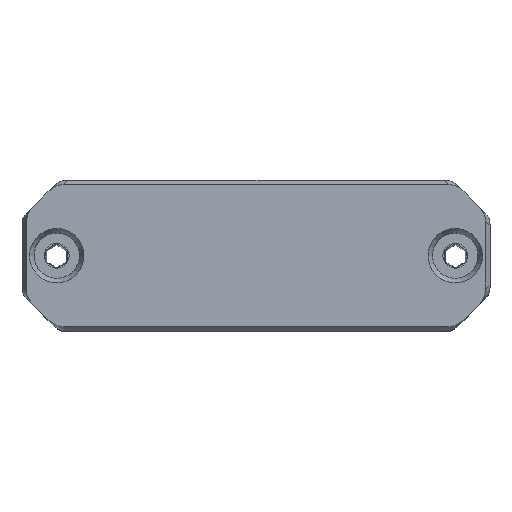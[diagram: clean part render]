
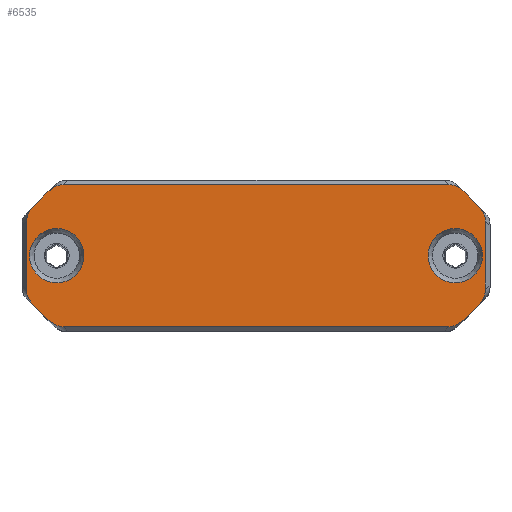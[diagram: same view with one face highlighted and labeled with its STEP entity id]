
A CAD part, top view. The second image highlights one B-rep face of the part: STEP entity #6535.
In plain terms, the highlighted planar face has unit normal (0, 0, 1).
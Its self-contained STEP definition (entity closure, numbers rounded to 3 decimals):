
#250=FACE_BOUND('',#1265,.T.);
#251=FACE_BOUND('',#1266,.T.);
#669=PLANE('',#7056);
#853=FACE_OUTER_BOUND('',#1264,.T.);
#1264=EDGE_LOOP('',(#4983,#4984,#4985,#4986,#4987,#4988,#4989,#4990,#4991,
#4992,#4993,#4994,#4995,#4996,#4997,#4998));
#1265=EDGE_LOOP('',(#4999));
#1266=EDGE_LOOP('',(#5000));
#1581=ELLIPSE('',#7047,2.449,2.);
#1582=ELLIPSE('',#7049,2.449,2.);
#1583=ELLIPSE('',#7051,2.449,2.);
#1584=ELLIPSE('',#7053,2.449,2.);
#1585=ELLIPSE('',#7055,2.449,2.);
#1586=ELLIPSE('',#7057,2.449,2.);
#1587=ELLIPSE('',#7058,2.449,2.);
#1588=ELLIPSE('',#7059,2.449,2.);
#1746=LINE('',#10291,#2160);
#1758=LINE('',#10376,#2172);
#1768=LINE('',#10408,#2182);
#1777=LINE('',#10434,#2191);
#1802=LINE('',#11533,#2216);
#1803=LINE('',#11537,#2217);
#1804=LINE('',#11538,#2218);
#1805=LINE('',#11539,#2219);
#2160=VECTOR('',#7814,10.);
#2172=VECTOR('',#7852,10.);
#2182=VECTOR('',#7882,10.);
#2191=VECTOR('',#7905,10.);
#2216=VECTOR('',#8036,10.);
#2217=VECTOR('',#8041,10.);
#2218=VECTOR('',#8042,10.);
#2219=VECTOR('',#8043,10.);
#2487=CIRCLE('',#7060,3.6);
#2488=CIRCLE('',#7061,3.6);
#2793=VERTEX_POINT('',#10288);
#2794=VERTEX_POINT('',#10290);
#2811=VERTEX_POINT('',#10373);
#2812=VERTEX_POINT('',#10375);
#2823=VERTEX_POINT('',#10405);
#2824=VERTEX_POINT('',#10407);
#2833=VERTEX_POINT('',#10431);
#2834=VERTEX_POINT('',#10433);
#2888=VERTEX_POINT('',#11510);
#2889=VERTEX_POINT('',#11514);
#2890=VERTEX_POINT('',#11518);
#2891=VERTEX_POINT('',#11522);
#2892=VERTEX_POINT('',#11526);
#2893=VERTEX_POINT('',#11530);
#2894=VERTEX_POINT('',#11532);
#2895=VERTEX_POINT('',#11535);
#2896=VERTEX_POINT('',#11540);
#2897=VERTEX_POINT('',#11542);
#3522=EDGE_CURVE('',#2794,#2793,#1746,.T.);
#3545=EDGE_CURVE('',#2812,#2811,#1758,.T.);
#3561=EDGE_CURVE('',#2824,#2823,#1768,.T.);
#3574=EDGE_CURVE('',#2833,#2834,#1777,.T.);
#3645=EDGE_CURVE('',#2888,#2794,#1581,.T.);
#3647=EDGE_CURVE('',#2889,#2812,#1582,.T.);
#3650=EDGE_CURVE('',#2811,#2890,#1583,.T.);
#3651=EDGE_CURVE('',#2891,#2824,#1584,.T.);
#3654=EDGE_CURVE('',#2823,#2892,#1585,.T.);
#3655=EDGE_CURVE('',#2793,#2893,#1586,.T.);
#3656=EDGE_CURVE('',#2894,#2893,#1802,.T.);
#3657=EDGE_CURVE('',#2894,#2834,#1587,.T.);
#3658=EDGE_CURVE('',#2895,#2833,#1588,.T.);
#3659=EDGE_CURVE('',#2891,#2895,#1803,.T.);
#3660=EDGE_CURVE('',#2889,#2892,#1804,.T.);
#3661=EDGE_CURVE('',#2888,#2890,#1805,.T.);
#3662=EDGE_CURVE('',#2896,#2896,#2487,.T.);
#3663=EDGE_CURVE('',#2897,#2897,#2488,.T.);
#4983=ORIENTED_EDGE('',*,*,#3655,.T.);
#4984=ORIENTED_EDGE('',*,*,#3656,.F.);
#4985=ORIENTED_EDGE('',*,*,#3657,.T.);
#4986=ORIENTED_EDGE('',*,*,#3574,.F.);
#4987=ORIENTED_EDGE('',*,*,#3658,.F.);
#4988=ORIENTED_EDGE('',*,*,#3659,.F.);
#4989=ORIENTED_EDGE('',*,*,#3651,.T.);
#4990=ORIENTED_EDGE('',*,*,#3561,.T.);
#4991=ORIENTED_EDGE('',*,*,#3654,.T.);
#4992=ORIENTED_EDGE('',*,*,#3660,.F.);
#4993=ORIENTED_EDGE('',*,*,#3647,.T.);
#4994=ORIENTED_EDGE('',*,*,#3545,.T.);
#4995=ORIENTED_EDGE('',*,*,#3650,.T.);
#4996=ORIENTED_EDGE('',*,*,#3661,.F.);
#4997=ORIENTED_EDGE('',*,*,#3645,.T.);
#4998=ORIENTED_EDGE('',*,*,#3522,.T.);
#4999=ORIENTED_EDGE('',*,*,#3662,.F.);
#5000=ORIENTED_EDGE('',*,*,#3663,.F.);
#6535=ADVANCED_FACE('',(#853,#250,#251),#669,.T.);
#7047=AXIS2_PLACEMENT_3D('',#11511,#8009,#8010);
#7049=AXIS2_PLACEMENT_3D('',#11515,#8014,#8015);
#7051=AXIS2_PLACEMENT_3D('',#11520,#8020,#8021);
#7053=AXIS2_PLACEMENT_3D('',#11523,#8024,#8025);
#7055=AXIS2_PLACEMENT_3D('',#11528,#8030,#8031);
#7056=AXIS2_PLACEMENT_3D('',#11529,#8032,#8033);
#7057=AXIS2_PLACEMENT_3D('',#11531,#8034,#8035);
#7058=AXIS2_PLACEMENT_3D('',#11534,#8037,#8038);
#7059=AXIS2_PLACEMENT_3D('',#11536,#8039,#8040);
#7060=AXIS2_PLACEMENT_3D('',#11541,#8044,#8045);
#7061=AXIS2_PLACEMENT_3D('',#11543,#8046,#8047);
#7814=DIRECTION('',(-0.707,-0.707,0.));
#7852=DIRECTION('',(-0.707,0.707,0.));
#7882=DIRECTION('',(0.707,0.707,0.));
#7905=DIRECTION('',(-0.707,0.707,0.));
#8009=DIRECTION('center_axis',(0.,0.,1.));
#8010=DIRECTION('ref_axis',(0.707,0.707,0.));
#8014=DIRECTION('center_axis',(0.,0.,1.));
#8015=DIRECTION('ref_axis',(0.707,-0.707,0.));
#8020=DIRECTION('center_axis',(0.,0.,1.));
#8021=DIRECTION('ref_axis',(-0.707,0.707,0.));
#8024=DIRECTION('center_axis',(0.,0.,1.));
#8025=DIRECTION('ref_axis',(-0.707,-0.707,0.));
#8030=DIRECTION('center_axis',(0.,0.,1.));
#8031=DIRECTION('ref_axis',(0.707,0.707,0.));
#8032=DIRECTION('center_axis',(0.,0.,1.));
#8033=DIRECTION('ref_axis',(-1.,0.,0.));
#8034=DIRECTION('center_axis',(0.,0.,1.));
#8035=DIRECTION('ref_axis',(-0.707,-0.707,0.));
#8036=DIRECTION('',(0.,1.,0.));
#8037=DIRECTION('center_axis',(0.,0.,1.));
#8038=DIRECTION('ref_axis',(-0.707,0.707,0.));
#8039=DIRECTION('center_axis',(0.,0.,-1.));
#8040=DIRECTION('ref_axis',(0.707,-0.707,0.));
#8041=DIRECTION('',(-1.,0.,0.));
#8042=DIRECTION('',(0.,-1.,0.));
#8043=DIRECTION('',(1.,0.,0.));
#8044=DIRECTION('center_axis',(0.,0.,1.));
#8045=DIRECTION('ref_axis',(-1.,0.,0.));
#8046=DIRECTION('center_axis',(0.,0.,1.));
#8047=DIRECTION('ref_axis',(-1.,0.,0.));
#10288=CARTESIAN_POINT('',(145.422,-198.578,60.));
#10290=CARTESIAN_POINT('',(147.578,-196.422,60.));
#10291=CARTESIAN_POINT('',(160.75,-183.25,60.));
#10373=CARTESIAN_POINT('',(202.422,-196.422,60.));
#10375=CARTESIAN_POINT('',(204.578,-198.578,60.));
#10376=CARTESIAN_POINT('',(202.25,-196.25,60.));
#10405=CARTESIAN_POINT('',(204.578,-211.422,60.));
#10407=CARTESIAN_POINT('',(202.422,-213.578,60.));
#10408=CARTESIAN_POINT('',(207.25,-208.75,60.));
#10431=CARTESIAN_POINT('',(147.578,-213.578,60.));
#10433=CARTESIAN_POINT('',(145.422,-211.422,60.));
#10434=CARTESIAN_POINT('',(155.75,-221.75,60.));
#11510=CARTESIAN_POINT('',(149.44,-195.6,60.));
#11511=CARTESIAN_POINT('Origin',(148.992,-197.836,60.));
#11514=CARTESIAN_POINT('',(205.4,-200.44,60.));
#11515=CARTESIAN_POINT('Origin',(203.164,-199.992,60.));
#11518=CARTESIAN_POINT('',(200.56,-195.6,60.));
#11520=CARTESIAN_POINT('Origin',(201.008,-197.836,60.));
#11522=CARTESIAN_POINT('',(200.56,-214.4,60.));
#11523=CARTESIAN_POINT('Origin',(201.008,-212.164,60.));
#11526=CARTESIAN_POINT('',(205.4,-209.56,60.));
#11528=CARTESIAN_POINT('Origin',(203.164,-210.008,60.));
#11529=CARTESIAN_POINT('Origin',(201.,-195.,60.));
#11530=CARTESIAN_POINT('',(144.6,-200.44,60.));
#11531=CARTESIAN_POINT('Origin',(146.836,-199.992,60.));
#11532=CARTESIAN_POINT('',(144.6,-209.56,60.));
#11533=CARTESIAN_POINT('',(144.6,-195.,60.));
#11534=CARTESIAN_POINT('Origin',(146.836,-210.008,60.));
#11535=CARTESIAN_POINT('',(149.44,-214.4,60.));
#11536=CARTESIAN_POINT('Origin',(148.992,-212.164,60.));
#11537=CARTESIAN_POINT('',(188.,-214.4,60.));
#11538=CARTESIAN_POINT('',(205.4,-195.,60.));
#11539=CARTESIAN_POINT('',(188.,-195.6,60.));
#11540=CARTESIAN_POINT('',(205.,-205.,60.));
#11541=CARTESIAN_POINT('Origin',(201.4,-205.,60.));
#11542=CARTESIAN_POINT('',(152.2,-205.,60.));
#11543=CARTESIAN_POINT('Origin',(148.6,-205.,60.));
